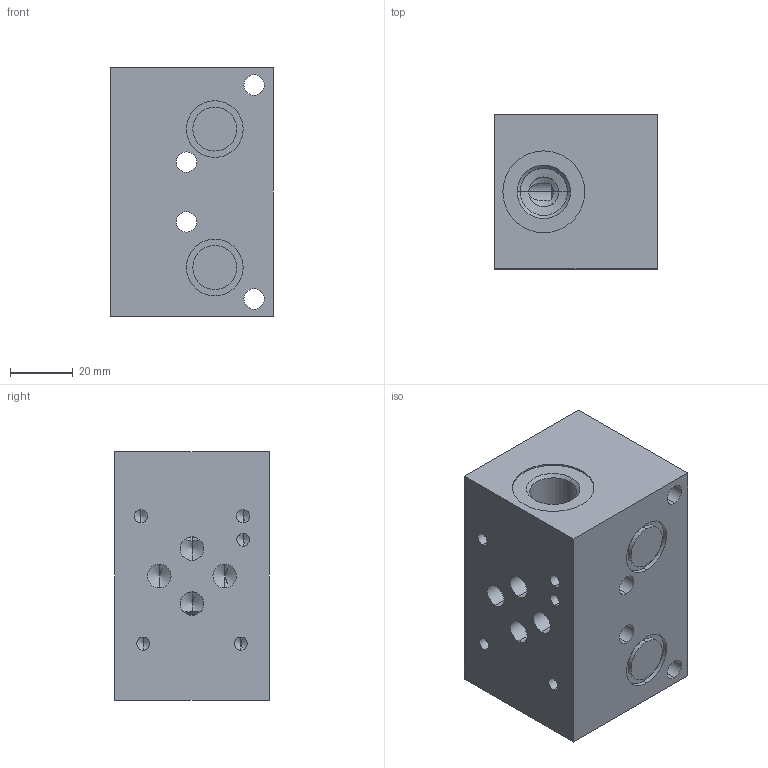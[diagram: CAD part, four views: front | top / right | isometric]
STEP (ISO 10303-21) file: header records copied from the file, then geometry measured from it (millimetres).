
FILE_DESCRIPTION (( 'STEP AP203' ), '1' );
FILE_NAME ('61118500.step', '2016-05-05T15:24:50', ( 'User' ), ( '' ), 'SwSTEP 2.0', 'SolidWorks 2014', '' );
FILE_SCHEMA (( 'CONFIG_CONTROL_DESIGN' ));
Length unit declared in the file: millimetre
Products named in the file (1): 61118500
Bounding box: 51.5 x 49 x 79 mm (x, y, z)
Volume: 174427.7 mm3; surface area: 31328.2 mm2
Topology: 1 solids, 1 shells, 99 faces, 239 edges, 135 vertices
Faces by surface type: cylinder 50, cone 37, plane 12
Entity records: 2922 total; most frequent: CARTESIAN_POINT 570, DIRECTION 513, ORIENTED_EDGE 434, EDGE_CURVE 217, AXIS2_PLACEMENT_3D 208, VERTEX_POINT 135, EDGE_LOOP 126, CIRCLE 108
